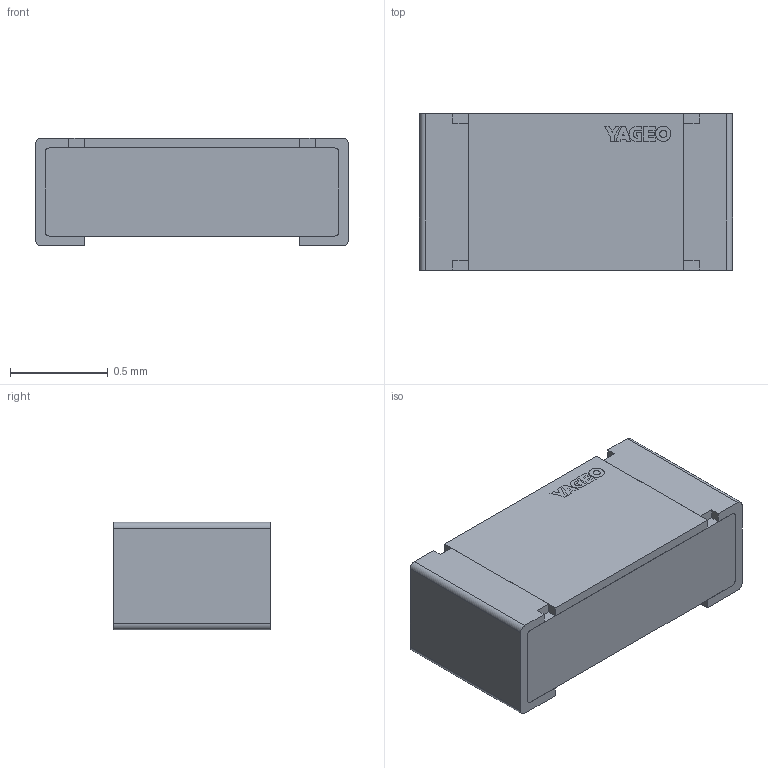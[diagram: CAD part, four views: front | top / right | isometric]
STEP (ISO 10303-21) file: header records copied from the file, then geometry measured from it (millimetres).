
FILE_DESCRIPTION(/* description */ (''),/* implementation_level */ '2;1');
FILE_NAME(/* name */ '1.stp',/* time_stamp */ '2020-03-31T08:06:29+02:00',/* author */ ('k'),/* organization */ (''),/* preprocessor_version */ 'ST-DEVELOPER v15.6',/* originating_system */ 'Autodesk Inventor 2015',/* authorisation */ '');
FILE_SCHEMA (('AUTOMOTIVE_DESIGN { 1 0 10303 214 3 1 1 }'));
Length unit declared in the file: millimetre
Products named in the file (5): 1; 2; 3; Yageo Logo
Bounding box: 1.6 x 0.8 x 0.55 mm (x, y, z)
Volume: 0.7 mm3; surface area: 9.7 mm2
Topology: 9 solids, 9 shells, 114 faces, 288 edges, 192 vertices
Faces by surface type: plane 91, cylinder 15, bspline 8
Entity records: 3561 total; most frequent: CARTESIAN_POINT 707, ORIENTED_EDGE 576, DIRECTION 532, EDGE_CURVE 288, LINE 242, VECTOR 242, VERTEX_POINT 192, AXIS2_PLACEMENT_3D 145
